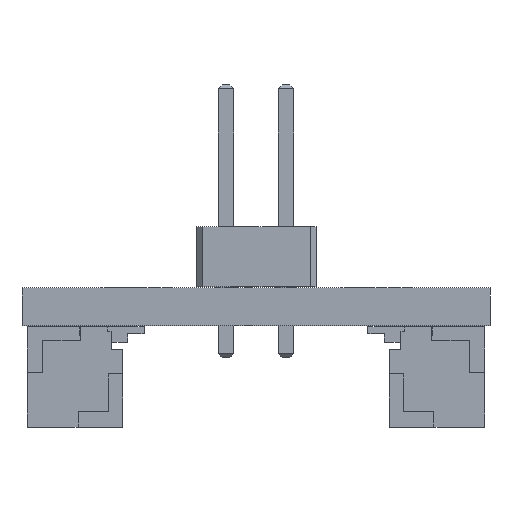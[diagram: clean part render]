
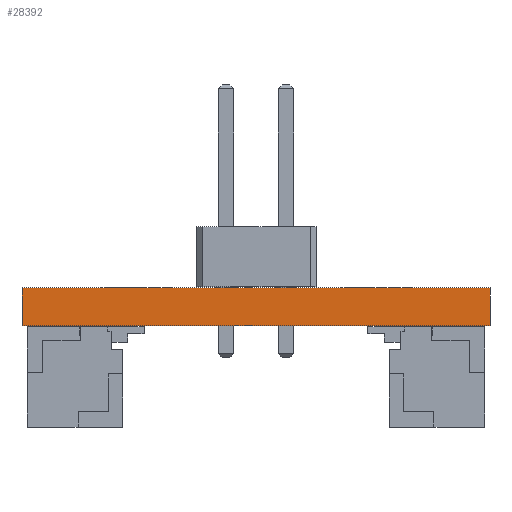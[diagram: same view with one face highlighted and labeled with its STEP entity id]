
A CAD part, front view. The second image highlights one B-rep face of the part: STEP entity #28392.
In plain terms, the highlighted planar face has unit normal (0, -1, 0).
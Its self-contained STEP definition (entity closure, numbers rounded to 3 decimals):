
#28392 = ADVANCED_FACE('',(#28393),#28407,.T.);
#28393 = FACE_BOUND('',#28394,.T.);
#28394 = EDGE_LOOP('',(#28395,#28430,#28458,#28486));
#28395 = ORIENTED_EDGE('',*,*,#28396,.T.);
#28396 = EDGE_CURVE('',#28397,#28399,#28401,.T.);
#28397 = VERTEX_POINT('',#28398);
#28398 = CARTESIAN_POINT('',(25.146,5.334,0.));
#28399 = VERTEX_POINT('',#28400);
#28400 = CARTESIAN_POINT('',(25.146,5.334,1.6));
#28401 = SURFACE_CURVE('',#28402,(#28406,#28418),.PCURVE_S1.);
#28402 = LINE('',#28403,#28404);
#28403 = CARTESIAN_POINT('',(25.146,5.334,0.));
#28404 = VECTOR('',#28405,1.);
#28405 = DIRECTION('',(0.,0.,1.));
#28406 = PCURVE('',#28407,#28412);
#28407 = PLANE('',#28408);
#28408 = AXIS2_PLACEMENT_3D('',#28409,#28410,#28411);
#28409 = CARTESIAN_POINT('',(25.146,5.334,0.));
#28410 = DIRECTION('',(0.,-1.,0.));
#28411 = DIRECTION('',(-1.,0.,0.));
#28412 = DEFINITIONAL_REPRESENTATION('',(#28413),#28417);
#28413 = LINE('',#28414,#28415);
#28414 = CARTESIAN_POINT('',(0.,-0.));
#28415 = VECTOR('',#28416,1.);
#28416 = DIRECTION('',(0.,-1.));
#28417 = ( GEOMETRIC_REPRESENTATION_CONTEXT(2) 
PARAMETRIC_REPRESENTATION_CONTEXT() REPRESENTATION_CONTEXT('2D SPACE',''
  ) );
#28418 = PCURVE('',#28419,#28424);
#28419 = PLANE('',#28420);
#28420 = AXIS2_PLACEMENT_3D('',#28421,#28422,#28423);
#28421 = CARTESIAN_POINT('',(25.146,45.466,0.));
#28422 = DIRECTION('',(1.,0.,-0.));
#28423 = DIRECTION('',(0.,-1.,0.));
#28424 = DEFINITIONAL_REPRESENTATION('',(#28425),#28429);
#28425 = LINE('',#28426,#28427);
#28426 = CARTESIAN_POINT('',(40.132,0.));
#28427 = VECTOR('',#28428,1.);
#28428 = DIRECTION('',(0.,-1.));
#28429 = ( GEOMETRIC_REPRESENTATION_CONTEXT(2) 
PARAMETRIC_REPRESENTATION_CONTEXT() REPRESENTATION_CONTEXT('2D SPACE',''
  ) );
#28430 = ORIENTED_EDGE('',*,*,#28431,.T.);
#28431 = EDGE_CURVE('',#28399,#28432,#28434,.T.);
#28432 = VERTEX_POINT('',#28433);
#28433 = CARTESIAN_POINT('',(5.334,5.334,1.6));
#28434 = SURFACE_CURVE('',#28435,(#28439,#28446),.PCURVE_S1.);
#28435 = LINE('',#28436,#28437);
#28436 = CARTESIAN_POINT('',(25.146,5.334,1.6));
#28437 = VECTOR('',#28438,1.);
#28438 = DIRECTION('',(-1.,0.,0.));
#28439 = PCURVE('',#28407,#28440);
#28440 = DEFINITIONAL_REPRESENTATION('',(#28441),#28445);
#28441 = LINE('',#28442,#28443);
#28442 = CARTESIAN_POINT('',(0.,-1.6));
#28443 = VECTOR('',#28444,1.);
#28444 = DIRECTION('',(1.,0.));
#28445 = ( GEOMETRIC_REPRESENTATION_CONTEXT(2) 
PARAMETRIC_REPRESENTATION_CONTEXT() REPRESENTATION_CONTEXT('2D SPACE',''
  ) );
#28446 = PCURVE('',#28447,#28452);
#28447 = PLANE('',#28448);
#28448 = AXIS2_PLACEMENT_3D('',#28449,#28450,#28451);
#28449 = CARTESIAN_POINT('',(15.24,25.4,1.6));
#28450 = DIRECTION('',(-0.,-0.,-1.));
#28451 = DIRECTION('',(-1.,0.,0.));
#28452 = DEFINITIONAL_REPRESENTATION('',(#28453),#28457);
#28453 = LINE('',#28454,#28455);
#28454 = CARTESIAN_POINT('',(-9.906,-20.066));
#28455 = VECTOR('',#28456,1.);
#28456 = DIRECTION('',(1.,0.));
#28457 = ( GEOMETRIC_REPRESENTATION_CONTEXT(2) 
PARAMETRIC_REPRESENTATION_CONTEXT() REPRESENTATION_CONTEXT('2D SPACE',''
  ) );
#28458 = ORIENTED_EDGE('',*,*,#28459,.F.);
#28459 = EDGE_CURVE('',#28460,#28432,#28462,.T.);
#28460 = VERTEX_POINT('',#28461);
#28461 = CARTESIAN_POINT('',(5.334,5.334,0.));
#28462 = SURFACE_CURVE('',#28463,(#28467,#28474),.PCURVE_S1.);
#28463 = LINE('',#28464,#28465);
#28464 = CARTESIAN_POINT('',(5.334,5.334,0.));
#28465 = VECTOR('',#28466,1.);
#28466 = DIRECTION('',(0.,0.,1.));
#28467 = PCURVE('',#28407,#28468);
#28468 = DEFINITIONAL_REPRESENTATION('',(#28469),#28473);
#28469 = LINE('',#28470,#28471);
#28470 = CARTESIAN_POINT('',(19.812,0.));
#28471 = VECTOR('',#28472,1.);
#28472 = DIRECTION('',(0.,-1.));
#28473 = ( GEOMETRIC_REPRESENTATION_CONTEXT(2) 
PARAMETRIC_REPRESENTATION_CONTEXT() REPRESENTATION_CONTEXT('2D SPACE',''
  ) );
#28474 = PCURVE('',#28475,#28480);
#28475 = PLANE('',#28476);
#28476 = AXIS2_PLACEMENT_3D('',#28477,#28478,#28479);
#28477 = CARTESIAN_POINT('',(5.334,5.334,0.));
#28478 = DIRECTION('',(-1.,0.,0.));
#28479 = DIRECTION('',(0.,1.,0.));
#28480 = DEFINITIONAL_REPRESENTATION('',(#28481),#28485);
#28481 = LINE('',#28482,#28483);
#28482 = CARTESIAN_POINT('',(0.,0.));
#28483 = VECTOR('',#28484,1.);
#28484 = DIRECTION('',(0.,-1.));
#28485 = ( GEOMETRIC_REPRESENTATION_CONTEXT(2) 
PARAMETRIC_REPRESENTATION_CONTEXT() REPRESENTATION_CONTEXT('2D SPACE',''
  ) );
#28486 = ORIENTED_EDGE('',*,*,#28487,.F.);
#28487 = EDGE_CURVE('',#28397,#28460,#28488,.T.);
#28488 = SURFACE_CURVE('',#28489,(#28493,#28500),.PCURVE_S1.);
#28489 = LINE('',#28490,#28491);
#28490 = CARTESIAN_POINT('',(25.146,5.334,0.));
#28491 = VECTOR('',#28492,1.);
#28492 = DIRECTION('',(-1.,0.,0.));
#28493 = PCURVE('',#28407,#28494);
#28494 = DEFINITIONAL_REPRESENTATION('',(#28495),#28499);
#28495 = LINE('',#28496,#28497);
#28496 = CARTESIAN_POINT('',(0.,-0.));
#28497 = VECTOR('',#28498,1.);
#28498 = DIRECTION('',(1.,0.));
#28499 = ( GEOMETRIC_REPRESENTATION_CONTEXT(2) 
PARAMETRIC_REPRESENTATION_CONTEXT() REPRESENTATION_CONTEXT('2D SPACE',''
  ) );
#28500 = PCURVE('',#28501,#28506);
#28501 = PLANE('',#28502);
#28502 = AXIS2_PLACEMENT_3D('',#28503,#28504,#28505);
#28503 = CARTESIAN_POINT('',(15.24,25.4,0.));
#28504 = DIRECTION('',(-0.,-0.,-1.));
#28505 = DIRECTION('',(-1.,0.,0.));
#28506 = DEFINITIONAL_REPRESENTATION('',(#28507),#28511);
#28507 = LINE('',#28508,#28509);
#28508 = CARTESIAN_POINT('',(-9.906,-20.066));
#28509 = VECTOR('',#28510,1.);
#28510 = DIRECTION('',(1.,0.));
#28511 = ( GEOMETRIC_REPRESENTATION_CONTEXT(2) 
PARAMETRIC_REPRESENTATION_CONTEXT() REPRESENTATION_CONTEXT('2D SPACE',''
  ) );
